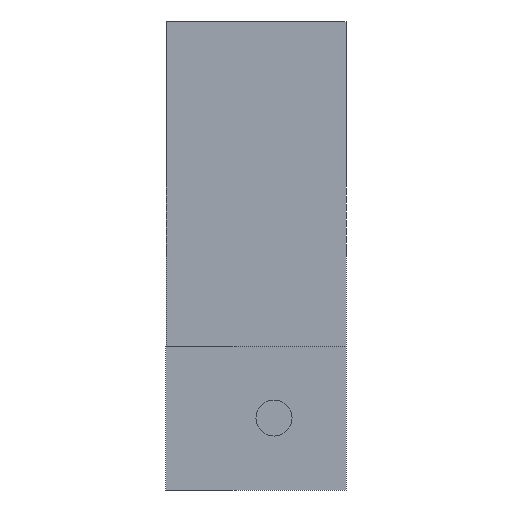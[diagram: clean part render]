
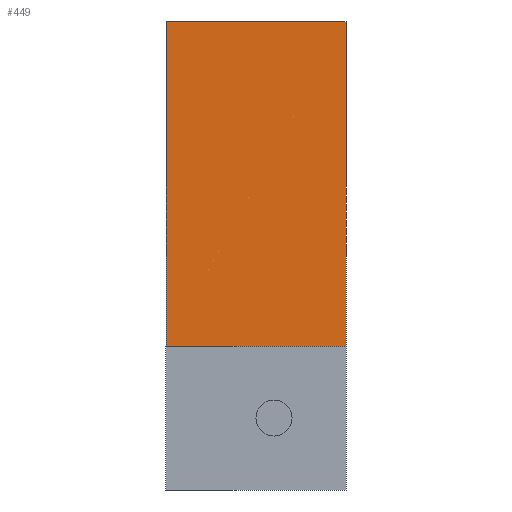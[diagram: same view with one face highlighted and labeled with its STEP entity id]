
A CAD part, left-side view. The second image highlights one B-rep face of the part: STEP entity #449.
In plain terms, the highlighted planar face has unit normal (-1, 0, 0).
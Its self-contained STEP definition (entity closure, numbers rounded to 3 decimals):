
#3 = LINE ( 'NONE', #730, #591 ) ;
#20 = EDGE_CURVE ( 'NONE', #241, #43, #658, .T. ) ;
#43 = VERTEX_POINT ( 'NONE', #156 ) ;
#56 = ORIENTED_EDGE ( 'NONE', *, *, #368, .F. ) ;
#87 = CARTESIAN_POINT ( 'NONE',  ( -15., 25., 45. ) ) ;
#120 = ORIENTED_EDGE ( 'NONE', *, *, #595, .T. ) ;
#148 = CARTESIAN_POINT ( 'NONE',  ( -15., 0., 0. ) ) ;
#156 = CARTESIAN_POINT ( 'NONE',  ( -15., 0., 45. ) ) ;
#164 = VECTOR ( 'NONE', #346, 1000. ) ;
#182 = LINE ( 'NONE', #626, #164 ) ;
#241 = VERTEX_POINT ( 'NONE', #148 ) ;
#252 = EDGE_LOOP ( 'NONE', ( #506, #56, #627, #120 ) ) ;
#266 = LINE ( 'NONE', #474, #306 ) ;
#278 = PLANE ( 'NONE',  #702 ) ;
#306 = VECTOR ( 'NONE', #421, 1000. ) ;
#327 = CARTESIAN_POINT ( 'NONE',  ( -15., 0., 45. ) ) ;
#343 = CARTESIAN_POINT ( 'NONE',  ( -15., 25., 45. ) ) ;
#346 = DIRECTION ( 'NONE',  ( 0., 0., 1. ) ) ;
#368 = EDGE_CURVE ( 'NONE', #725, #43, #3, .T. ) ;
#413 = VERTEX_POINT ( 'NONE', #674 ) ;
#421 = DIRECTION ( 'NONE',  ( 0., -1., 0. ) ) ;
#449 = ADVANCED_FACE ( 'NONE', ( #639 ), #278, .F. ) ;
#453 = DIRECTION ( 'NONE',  ( 1., 0., 0. ) ) ;
#454 = DIRECTION ( 'NONE',  ( 0., -1., 0. ) ) ;
#467 = VECTOR ( 'NONE', #724, 1000. ) ;
#474 = CARTESIAN_POINT ( 'NONE',  ( -15., 25., 0. ) ) ;
#504 = DIRECTION ( 'NONE',  ( 0., 0., -1. ) ) ;
#505 = EDGE_CURVE ( 'NONE', #413, #725, #182, .T. ) ;
#506 = ORIENTED_EDGE ( 'NONE', *, *, #20, .T. ) ;
#591 = VECTOR ( 'NONE', #454, 1000. ) ;
#595 = EDGE_CURVE ( 'NONE', #413, #241, #266, .T. ) ;
#626 = CARTESIAN_POINT ( 'NONE',  ( -15., 25., 45. ) ) ;
#627 = ORIENTED_EDGE ( 'NONE', *, *, #505, .F. ) ;
#639 = FACE_OUTER_BOUND ( 'NONE', #252, .T. ) ;
#658 = LINE ( 'NONE', #327, #467 ) ;
#674 = CARTESIAN_POINT ( 'NONE',  ( -15., 25., 0. ) ) ;
#702 = AXIS2_PLACEMENT_3D ( 'NONE', #343, #453, #504 ) ;
#724 = DIRECTION ( 'NONE',  ( 0., 0., 1. ) ) ;
#725 = VERTEX_POINT ( 'NONE', #87 ) ;
#730 = CARTESIAN_POINT ( 'NONE',  ( -15., 25., 45. ) ) ;
